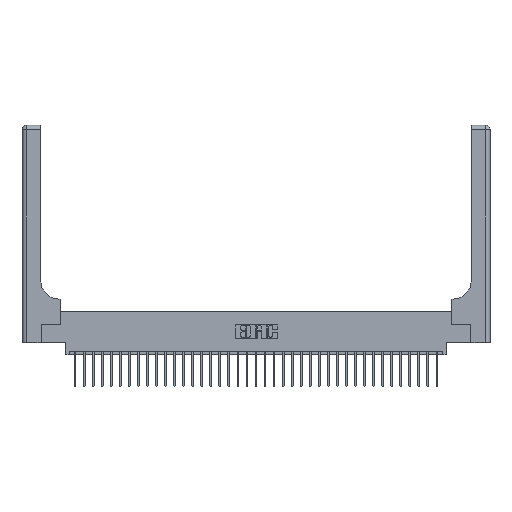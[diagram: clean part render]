
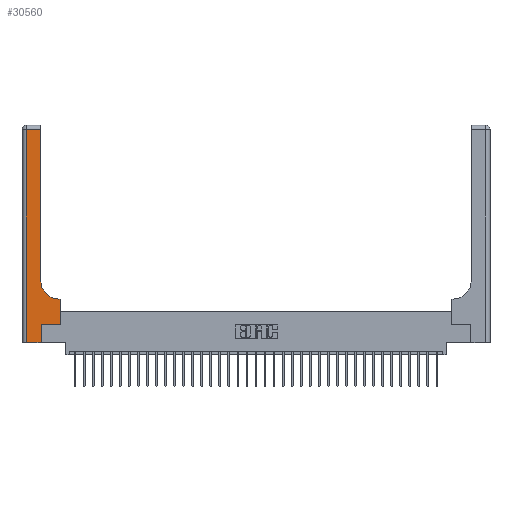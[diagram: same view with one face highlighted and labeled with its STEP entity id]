
A CAD part, top view. The second image highlights one B-rep face of the part: STEP entity #30560.
In plain terms, the highlighted planar face has unit normal (0, 0, 1).
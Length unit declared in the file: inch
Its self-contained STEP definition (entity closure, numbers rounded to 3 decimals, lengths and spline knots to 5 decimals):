
#629 = DIRECTION ( 'NONE',  ( 1., 0., 0. ) ) ;
#696 = DIRECTION ( 'NONE',  ( 1., 0., 0. ) ) ;
#1414 = ORIENTED_EDGE ( 'NONE', *, *, #29759, .T. ) ;
#2397 = LINE ( 'NONE', #18227, #26100 ) ;
#2432 = DIRECTION ( 'NONE',  ( 0., 1., 0. ) ) ;
#2827 = LINE ( 'NONE', #10116, #10305 ) ;
#2894 = LINE ( 'NONE', #28355, #23827 ) ;
#2916 = VECTOR ( 'NONE', #21987, 39.37008 ) ;
#3062 = DIRECTION ( 'NONE',  ( -1., 0., 0. ) ) ;
#3227 = CARTESIAN_POINT ( 'NONE',  ( 0., 3., 0.37 ) ) ;
#3460 = CARTESIAN_POINT ( 'NONE',  ( 0.528, 0.6, 0.37 ) ) ;
#3662 = LINE ( 'NONE', #28827, #9171 ) ;
#5283 = CARTESIAN_POINT ( 'NONE',  ( 0.265, 0., 0.37 ) ) ;
#5375 = CARTESIAN_POINT ( 'NONE',  ( 0.26, 2.94, 0.37 ) ) ;
#6081 = ORIENTED_EDGE ( 'NONE', *, *, #31709, .T. ) ;
#6102 = DIRECTION ( 'NONE',  ( 0., 0., -1. ) ) ;
#6125 = CARTESIAN_POINT ( 'NONE',  ( 0., 2.94, 0.37 ) ) ;
#6224 = EDGE_CURVE ( 'NONE', #7778, #11169, #19848, .T. ) ;
#7240 = LINE ( 'NONE', #32364, #15900 ) ;
#7377 = CARTESIAN_POINT ( 'NONE',  ( 0.06, 0., 0.37 ) ) ;
#7778 = VERTEX_POINT ( 'NONE', #11382 ) ;
#9171 = VECTOR ( 'NONE', #696, 39.37008 ) ;
#9868 = ORIENTED_EDGE ( 'NONE', *, *, #23651, .T. ) ;
#10116 = CARTESIAN_POINT ( 'NONE',  ( 0.06, 3., 0.37 ) ) ;
#10149 = LINE ( 'NONE', #20230, #12687 ) ;
#10305 = VECTOR ( 'NONE', #12914, 39.37008 ) ;
#10425 = EDGE_CURVE ( 'NONE', #29053, #17895, #3662, .T. ) ;
#11168 = DIRECTION ( 'NONE',  ( 0., 0., -1. ) ) ;
#11169 = VERTEX_POINT ( 'NONE', #5375 ) ;
#11382 = CARTESIAN_POINT ( 'NONE',  ( 0.26, 0.85, 0.37 ) ) ;
#12048 = EDGE_CURVE ( 'NONE', #12734, #29053, #2827, .T. ) ;
#12378 = ORIENTED_EDGE ( 'NONE', *, *, #10425, .T. ) ;
#12515 = ORIENTED_EDGE ( 'NONE', *, *, #29495, .T. ) ;
#12687 = VECTOR ( 'NONE', #15113, 39.37008 ) ;
#12734 = VERTEX_POINT ( 'NONE', #20643 ) ;
#12914 = DIRECTION ( 'NONE',  ( 0., -1., 0. ) ) ;
#13200 = ORIENTED_EDGE ( 'NONE', *, *, #17626, .T. ) ;
#13653 = FACE_OUTER_BOUND ( 'NONE', #18480, .T. ) ;
#14515 = VERTEX_POINT ( 'NONE', #30912 ) ;
#14705 = CARTESIAN_POINT ( 'NONE',  ( 0.26, 3., 0.37 ) ) ;
#14891 = CARTESIAN_POINT ( 'NONE',  ( 0.265, 0.25, 0.37 ) ) ;
#15113 = DIRECTION ( 'NONE',  ( 1., 0., 0. ) ) ;
#15619 = VERTEX_POINT ( 'NONE', #14891 ) ;
#15870 = ORIENTED_EDGE ( 'NONE', *, *, #6224, .T. ) ;
#15900 = VECTOR ( 'NONE', #2432, 39.37008 ) ;
#17626 = EDGE_CURVE ( 'NONE', #27415, #14515, #2894, .T. ) ;
#17895 = VERTEX_POINT ( 'NONE', #5283 ) ;
#18227 = CARTESIAN_POINT ( 'NONE',  ( 0.528, 0.25, 0.37 ) ) ;
#18480 = EDGE_LOOP ( 'NONE', ( #15870, #1414, #22676, #12378, #6081, #12515, #9868, #13200, #19988 ) ) ;
#19605 = DIRECTION ( 'NONE',  ( 0., 1., 0. ) ) ;
#19848 = LINE ( 'NONE', #14705, #2916 ) ;
#19988 = ORIENTED_EDGE ( 'NONE', *, *, #24222, .T. ) ;
#20230 = CARTESIAN_POINT ( 'NONE',  ( 0.265, 0.25, 0.37 ) ) ;
#20643 = CARTESIAN_POINT ( 'NONE',  ( 0.06, 2.94, 0.37 ) ) ;
#21231 = VERTEX_POINT ( 'NONE', #31420 ) ;
#21645 = AXIS2_PLACEMENT_3D ( 'NONE', #3227, #11168, #3062 ) ;
#21987 = DIRECTION ( 'NONE',  ( 0., 1., 0. ) ) ;
#22676 = ORIENTED_EDGE ( 'NONE', *, *, #12048, .T. ) ;
#23323 = DIRECTION ( 'NONE',  ( -1., 0., 0. ) ) ;
#23651 = EDGE_CURVE ( 'NONE', #21231, #27415, #2397, .T. ) ;
#23827 = VECTOR ( 'NONE', #27862, 39.37008 ) ;
#24222 = EDGE_CURVE ( 'NONE', #14515, #7778, #31953, .T. ) ;
#25600 = AXIS2_PLACEMENT_3D ( 'NONE', #31561, #6102, #629 ) ;
#25723 = PLANE ( 'NONE',  #21645 ) ;
#26100 = VECTOR ( 'NONE', #19605, 39.37008 ) ;
#27415 = VERTEX_POINT ( 'NONE', #3460 ) ;
#27494 = VECTOR ( 'NONE', #23323, 39.37008 ) ;
#27862 = DIRECTION ( 'NONE',  ( -1., 0., 0. ) ) ;
#28355 = CARTESIAN_POINT ( 'NONE',  ( 0.26, 0.6, 0.37 ) ) ;
#28827 = CARTESIAN_POINT ( 'NONE',  ( 0., 0., 0.37 ) ) ;
#29053 = VERTEX_POINT ( 'NONE', #7377 ) ;
#29495 = EDGE_CURVE ( 'NONE', #15619, #21231, #10149, .T. ) ;
#29759 = EDGE_CURVE ( 'NONE', #11169, #12734, #31256, .T. ) ;
#30560 = ADVANCED_FACE ( 'NONE', ( #13653 ), #25723, .F. ) ;
#30912 = CARTESIAN_POINT ( 'NONE',  ( 0.51, 0.6, 0.37 ) ) ;
#31256 = LINE ( 'NONE', #6125, #27494 ) ;
#31420 = CARTESIAN_POINT ( 'NONE',  ( 0.528, 0.25, 0.37 ) ) ;
#31561 = CARTESIAN_POINT ( 'NONE',  ( 0.51, 0.85, 0.37 ) ) ;
#31709 = EDGE_CURVE ( 'NONE', #17895, #15619, #7240, .T. ) ;
#31953 = CIRCLE ( 'NONE', #25600, 0.25 ) ;
#32364 = CARTESIAN_POINT ( 'NONE',  ( 0.265, 0., 0.37 ) ) ;
